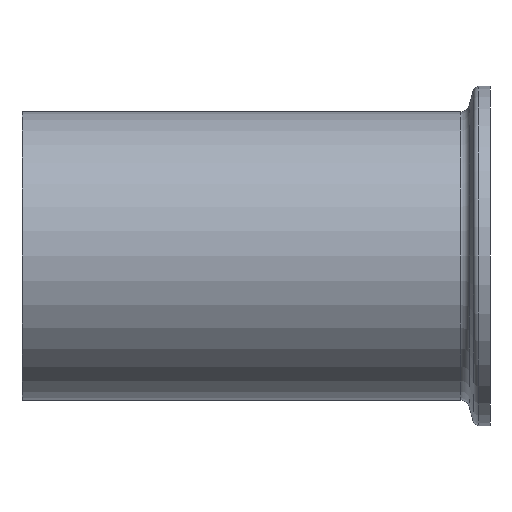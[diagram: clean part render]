
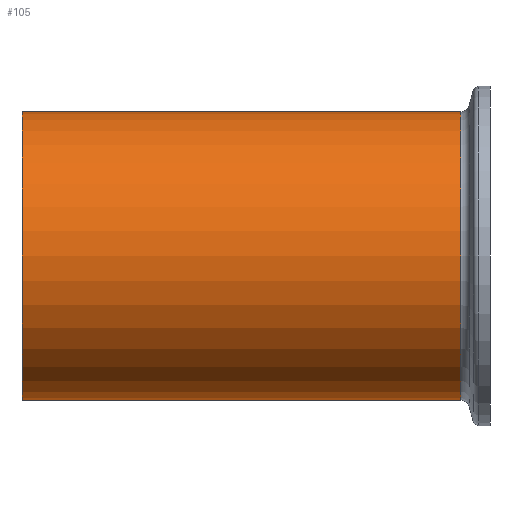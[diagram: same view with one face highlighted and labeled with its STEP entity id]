
A CAD part, front view. The second image highlights one B-rep face of the part: STEP entity #105.
In plain terms, the highlighted cylindrical face has radius 37 mm (diameter 74 mm), a full revolution.
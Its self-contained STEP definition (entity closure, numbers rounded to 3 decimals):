
#24=CYLINDRICAL_SURFACE('',#132,37.);
#36=ORIENTED_EDGE('',*,*,#48,.F.);
#37=ORIENTED_EDGE('',*,*,#47,.T.);
#47=EDGE_CURVE('',#55,#55,#63,.T.);
#48=EDGE_CURVE('',#56,#56,#64,.T.);
#55=VERTEX_POINT('',#188);
#56=VERTEX_POINT('',#191);
#63=CIRCLE('',#131,37.);
#64=CIRCLE('',#133,37.);
#76=EDGE_LOOP('',(#36));
#77=EDGE_LOOP('',(#37));
#92=FACE_BOUND('',#76,.T.);
#93=FACE_BOUND('',#77,.T.);
#105=ADVANCED_FACE('',(#92,#93),#24,.T.);
#131=AXIS2_PLACEMENT_3D('',#187,#159,#160);
#132=AXIS2_PLACEMENT_3D('',#189,#161,#162);
#133=AXIS2_PLACEMENT_3D('',#190,#163,#164);
#159=DIRECTION('',(-1.,0.,0.));
#160=DIRECTION('',(0.,0.,1.));
#161=DIRECTION('',(-1.,0.,0.));
#162=DIRECTION('',(0.,0.,1.));
#163=DIRECTION('',(-1.,0.,0.));
#164=DIRECTION('',(0.,0.,1.));
#187=CARTESIAN_POINT('',(52.456,0.,0.));
#188=CARTESIAN_POINT('',(52.456,0.,37.));
#189=CARTESIAN_POINT('',(-60.,0.,0.));
#190=CARTESIAN_POINT('',(-60.,0.,0.));
#191=CARTESIAN_POINT('',(-60.,0.,37.));
